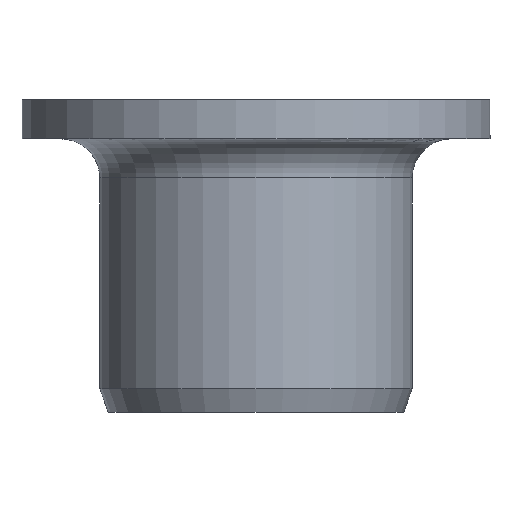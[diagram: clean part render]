
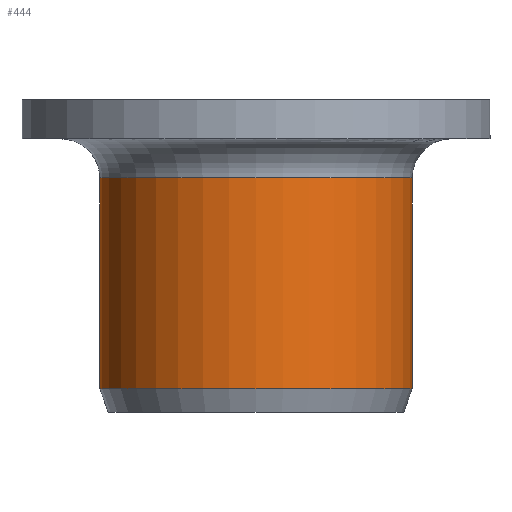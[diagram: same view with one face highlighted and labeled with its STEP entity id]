
A CAD part, left-side view. The second image highlights one B-rep face of the part: STEP entity #444.
In plain terms, the highlighted cylindrical face has radius 4 mm (diameter 8 mm), a partial arc.
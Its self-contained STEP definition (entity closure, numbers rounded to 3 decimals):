
#121=DIRECTION('',(0.,0.,-1.));
#122=VECTOR('',#121,5.4);
#123=CARTESIAN_POINT('',(0.,4.,-2.));
#124=LINE('',#123,#122);
#125=DIRECTION('',(0.,0.,-1.));
#126=VECTOR('',#125,5.4);
#127=CARTESIAN_POINT('',(0.,-4.,-2.));
#128=LINE('',#127,#126);
#154=CARTESIAN_POINT('',(0.,0.,-2.));
#155=DIRECTION('',(0.,0.,-1.));
#156=DIRECTION('',(0.,-1.,0.));
#157=AXIS2_PLACEMENT_3D('',#154,#155,#156);
#159=CARTESIAN_POINT('',(0.,0.,-7.4));
#160=DIRECTION('',(0.,0.,-1.));
#161=DIRECTION('',(0.,-1.,0.));
#162=AXIS2_PLACEMENT_3D('',#159,#160,#161);
#223=CARTESIAN_POINT('',(0.,-4.,-2.));
#224=CARTESIAN_POINT('',(0.,-4.,-7.4));
#225=VERTEX_POINT('',#223);
#226=VERTEX_POINT('',#224);
#235=CARTESIAN_POINT('',(0.,4.,-2.));
#236=CARTESIAN_POINT('',(0.,4.,-7.4));
#237=VERTEX_POINT('',#235);
#238=VERTEX_POINT('',#236);
#432=CARTESIAN_POINT('',(0.,0.,0.4));
#433=DIRECTION('',(0.,0.,-1.));
#434=DIRECTION('',(0.,-1.,0.));
#435=AXIS2_PLACEMENT_3D('',#432,#433,#434);
#436=CYLINDRICAL_SURFACE('',#435,4.);
#437=ORIENTED_EDGE('',*,*,#400,.T.);
#439=ORIENTED_EDGE('',*,*,#438,.T.);
#440=ORIENTED_EDGE('',*,*,#396,.F.);
#441=ORIENTED_EDGE('',*,*,#381,.F.);
#442=EDGE_LOOP('',(#437,#439,#440,#441));
#443=FACE_OUTER_BOUND('',#442,.F.);
#444=ADVANCED_FACE('',(#443),#436,.T.);
#158=CIRCLE('',#157,4.);
#163=CIRCLE('',#162,4.);
#381=EDGE_CURVE('',#225,#237,#158,.T.);
#396=EDGE_CURVE('',#237,#238,#124,.T.);
#400=EDGE_CURVE('',#225,#226,#128,.T.);
#438=EDGE_CURVE('',#226,#238,#163,.T.);
